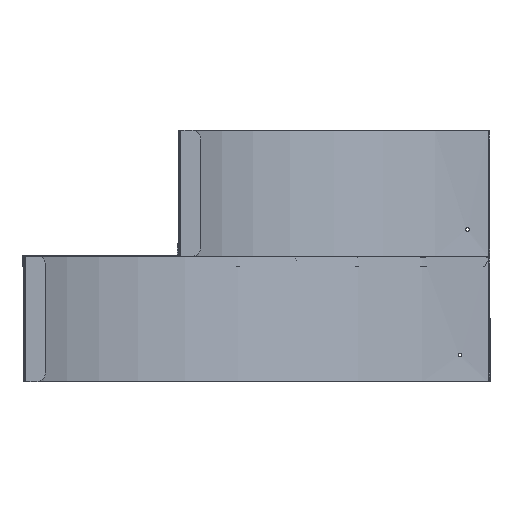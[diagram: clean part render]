
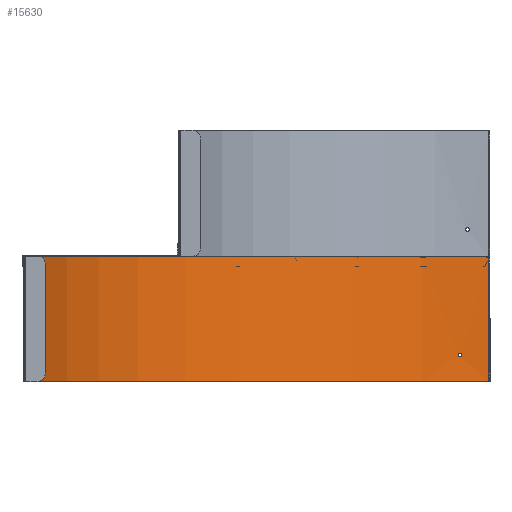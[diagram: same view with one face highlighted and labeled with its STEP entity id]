
A CAD part, front view. The second image highlights one B-rep face of the part: STEP entity #15630.
In plain terms, the highlighted cylindrical face has radius 257.7 mm (diameter 515.4 mm), a partial arc.
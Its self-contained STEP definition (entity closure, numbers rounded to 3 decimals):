
#15177=CARTESIAN_POINT('',(-16.677,257.16,16.));
#15178=VERTEX_POINT('',#15177);
#15186=CARTESIAN_POINT('',(-16.677,257.16,16.));
#15187=CARTESIAN_POINT('',(-16.228,257.189,16.));
#15188=CARTESIAN_POINT('',(-15.802,257.215,15.658));
#15189=CARTESIAN_POINT('',(-15.704,257.221,15.218));
#15190=CARTESIAN_POINT('',(-15.603,257.227,14.768));
#15191=CARTESIAN_POINT('',(-15.859,257.212,14.265));
#15192=CARTESIAN_POINT('',(-16.281,257.185,14.082));
#15193=CARTESIAN_POINT('',(-16.695,257.159,13.903));
#15194=CARTESIAN_POINT('',(-17.224,257.124,14.05));
#15195=CARTESIAN_POINT('',(-17.487,257.106,14.417));
#15196=CARTESIAN_POINT('',(-17.753,257.088,14.789));
#15197=CARTESIAN_POINT('',(-17.717,257.09,15.346));
#15198=CARTESIAN_POINT('',(-17.407,257.111,15.681));
#15199=CARTESIAN_POINT('',(-17.221,257.124,15.882));
#15200=CARTESIAN_POINT('',(-16.95,257.142,16.));
#15201=CARTESIAN_POINT('',(-16.677,257.16,16.));
#15202=B_SPLINE_CURVE_WITH_KNOTS('',3,(#15186,#15187,#15188,#15189,#15190,#15191,#15192,#15193,#15194,#15195,#15196,#15197,#15198,#15199,#15200,#15201),.UNSPECIFIED.,.T.,.U.,(4,3,3,3,3,4),(-3.142,-1.791,-0.408,0.949,2.32,3.142),.UNSPECIFIED.);
#15203=EDGE_CURVE('',#15178,#15178,#15202,.T.);
#15286=CARTESIAN_POINT('',(-257.16,16.677,16.));
#15287=VERTEX_POINT('',#15286);
#15295=CARTESIAN_POINT('',(-257.16,16.677,16.));
#15296=CARTESIAN_POINT('',(-257.131,17.126,16.));
#15297=CARTESIAN_POINT('',(-257.102,17.552,15.658));
#15298=CARTESIAN_POINT('',(-257.095,17.65,15.218));
#15299=CARTESIAN_POINT('',(-257.088,17.75,14.768));
#15300=CARTESIAN_POINT('',(-257.106,17.494,14.265));
#15301=CARTESIAN_POINT('',(-257.134,17.073,14.082));
#15302=CARTESIAN_POINT('',(-257.161,16.659,13.903));
#15303=CARTESIAN_POINT('',(-257.195,16.129,14.05));
#15304=CARTESIAN_POINT('',(-257.211,15.867,14.417));
#15305=CARTESIAN_POINT('',(-257.227,15.601,14.789));
#15306=CARTESIAN_POINT('',(-257.225,15.636,15.346));
#15307=CARTESIAN_POINT('',(-257.206,15.947,15.681));
#15308=CARTESIAN_POINT('',(-257.195,16.133,15.882));
#15309=CARTESIAN_POINT('',(-257.178,16.404,16.));
#15310=CARTESIAN_POINT('',(-257.16,16.677,16.));
#15311=B_SPLINE_CURVE_WITH_KNOTS('',3,(#15295,#15296,#15297,#15298,#15299,#15300,#15301,#15302,#15303,#15304,#15305,#15306,#15307,#15308,#15309,#15310),.UNSPECIFIED.,.T.,.U.,(4,3,3,3,3,4),(-3.142,-1.791,-0.408,0.949,2.32,3.142),.UNSPECIFIED.);
#15312=EDGE_CURVE('',#15287,#15287,#15311,.T.);
#15353=CARTESIAN_POINT('',(-1.002,257.698,70.));
#15354=VERTEX_POINT('',#15353);
#15362=CARTESIAN_POINT('',(-1.002,257.698,0.));
#15363=VERTEX_POINT('',#15362);
#15364=CARTESIAN_POINT('',(-1.002,257.698,70.));
#15365=DIRECTION('',(0.0,0.0,-1.0));
#15366=VECTOR('',#15365,70.);
#15367=LINE('',#15364,#15366);
#15368=EDGE_CURVE('',#15354,#15363,#15367,.T.);
#15478=CARTESIAN_POINT('',(-257.698,1.002,0.));
#15479=VERTEX_POINT('',#15478);
#15480=CARTESIAN_POINT('',(0.,0.,0.));
#15481=DIRECTION('',(0.,0.,-1.0));
#15482=DIRECTION('',(-1.,0.004,0.));
#15483=AXIS2_PLACEMENT_3D('',#15480,#15481,#15482);
#15484=CIRCLE('',#15483,257.7);
#15485=EDGE_CURVE('',#15479,#15363,#15484,.T.);
#15520=CARTESIAN_POINT('',(-257.698,1.002,70.));
#15521=VERTEX_POINT('',#15520);
#15522=CARTESIAN_POINT('',(-257.698,1.002,70.));
#15523=DIRECTION('',(0.0,0.0,-1.0));
#15524=VECTOR('',#15523,70.);
#15525=LINE('',#15522,#15524);
#15526=EDGE_CURVE('',#15521,#15479,#15525,.T.);
#15603=CARTESIAN_POINT('',(0.,0.,70.));
#15604=DIRECTION('',(0.,0.,-1.0));
#15605=DIRECTION('',(-1.,0.004,0.));
#15606=AXIS2_PLACEMENT_3D('',#15603,#15604,#15605);
#15607=CIRCLE('',#15606,257.7);
#15608=EDGE_CURVE('',#15521,#15354,#15607,.T.);
#15613=CARTESIAN_POINT('',(0.,0.,70.));
#15614=DIRECTION('',(0.,0.,-1.0));
#15615=DIRECTION('',(-0.004,1.,0.));
#15616=AXIS2_PLACEMENT_3D('',#15613,#15614,#15615);
#15617=CYLINDRICAL_SURFACE('',#15616,257.7);
#15618=ORIENTED_EDGE('',*,*,#15203,.T.);
#15619=EDGE_LOOP('',(#15618));
#15620=FACE_OUTER_BOUND('',#15619,.T.);
#15621=ORIENTED_EDGE('',*,*,#15312,.T.);
#15622=EDGE_LOOP('',(#15621));
#15623=FACE_BOUND('',#15622,.T.);
#15624=ORIENTED_EDGE('',*,*,#15368,.F.);
#15625=ORIENTED_EDGE('',*,*,#15608,.F.);
#15626=ORIENTED_EDGE('',*,*,#15526,.T.);
#15627=ORIENTED_EDGE('',*,*,#15485,.T.);
#15628=EDGE_LOOP('',(#15624,#15625,#15626,#15627));
#15629=FACE_BOUND('',#15628,.T.);
#15630=ADVANCED_FACE('',(#15620,#15623,#15629),#15617,.F.);
